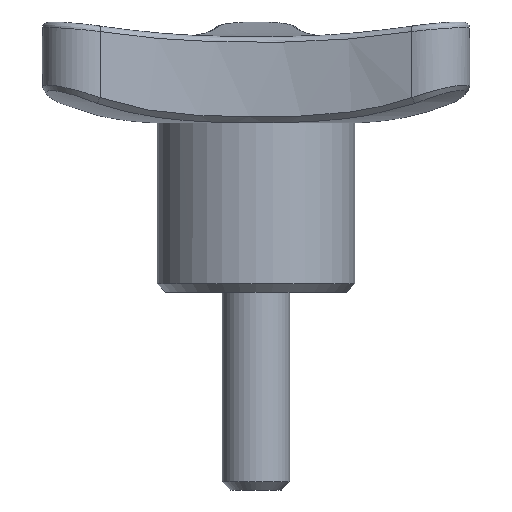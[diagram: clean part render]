
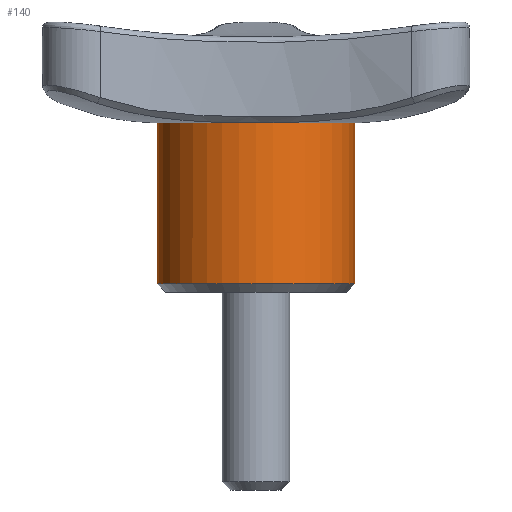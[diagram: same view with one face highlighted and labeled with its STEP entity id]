
A CAD part, front view. The second image highlights one B-rep face of the part: STEP entity #140.
In plain terms, the highlighted cylindrical face has radius 17.5 mm (diameter 35 mm), a full revolution.
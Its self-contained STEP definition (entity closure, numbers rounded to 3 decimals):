
#140 = ADVANCED_FACE( '', ( #303, #304 ), #305, .T. );
#303 = FACE_OUTER_BOUND( '', #2052, .T. );
#304 = FACE_OUTER_BOUND( '', #2053, .T. );
#305 = CYLINDRICAL_SURFACE( '', #2054, 17.5 );
#2052 = EDGE_LOOP( '', ( #2712 ) );
#2053 = EDGE_LOOP( '', ( #2713 ) );
#2054 = AXIS2_PLACEMENT_3D( '', #2714, #2715, #2716 );
#2712 = ORIENTED_EDGE( '', *, *, #2918, .T. );
#2713 = ORIENTED_EDGE( '', *, *, #2915, .F. );
#2714 = CARTESIAN_POINT( '', ( 0., 0., 43. ) );
#2715 = DIRECTION( '', ( 0., 0., -1. ) );
#2716 = DIRECTION( '', ( 1., 0., 0. ) );
#2915 = EDGE_CURVE( '', #3120, #3120, #3121, .T. );
#2918 = EDGE_CURVE( '', #3124, #3124, #3125, .T. );
#3120 = VERTEX_POINT( '', #4963 );
#3121 = CIRCLE( '', #4964, 17.5 );
#3124 = VERTEX_POINT( '', #4967 );
#3125 = CIRCLE( '', #4968, 17.5 );
#4963 = CARTESIAN_POINT( '', ( 17.5, 0., 30. ) );
#4964 = AXIS2_PLACEMENT_3D( '', #5074, #5075, #5076 );
#4967 = CARTESIAN_POINT( '', ( 17.5, 0., 1.5 ) );
#4968 = AXIS2_PLACEMENT_3D( '', #5077, #5078, #5079 );
#5074 = CARTESIAN_POINT( '', ( 0., 0., 30. ) );
#5075 = DIRECTION( '', ( 0., 0., 1. ) );
#5076 = DIRECTION( '', ( 1., 0., 0. ) );
#5077 = CARTESIAN_POINT( '', ( 0., 0., 1.5 ) );
#5078 = DIRECTION( '', ( 0., 0., 1. ) );
#5079 = DIRECTION( '', ( 1., 0., 0. ) );
